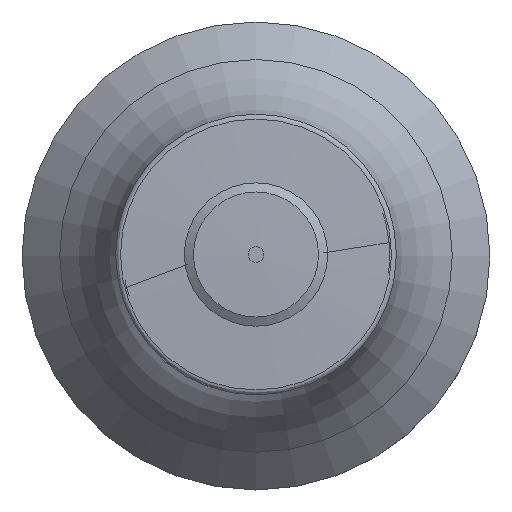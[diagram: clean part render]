
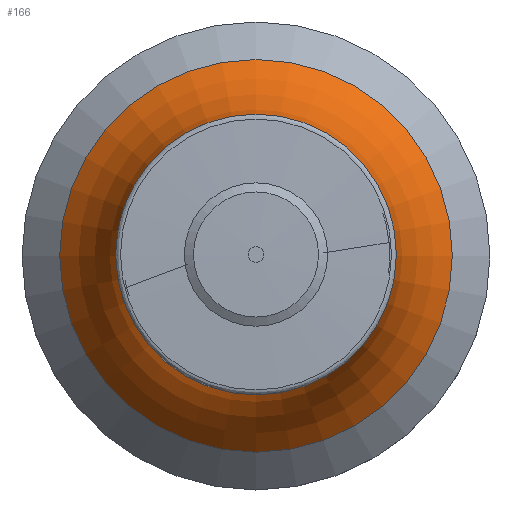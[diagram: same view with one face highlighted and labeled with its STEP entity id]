
A CAD part, top view. The second image highlights one B-rep face of the part: STEP entity #166.
In plain terms, the highlighted toroidal (fillet/blend) face has major radius 26 mm and minor radius 16 mm.
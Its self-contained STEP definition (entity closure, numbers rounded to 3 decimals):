
#33=TOROIDAL_SURFACE('',#441,26.,16.);
#133=FACE_BOUND('',#227,.T.);
#134=FACE_BOUND('',#228,.T.);
#166=ADVANCED_FACE('',(#133,#134),#33,.F.);
#227=EDGE_LOOP('',(#290));
#228=EDGE_LOOP('',(#291));
#290=ORIENTED_EDGE('',*,*,#377,.F.);
#291=ORIENTED_EDGE('',*,*,#356,.F.);
#324=VERTEX_POINT('',#663);
#340=VERTEX_POINT('',#713);
#356=EDGE_CURVE('',#324,#324,#392,.T.);
#377=EDGE_CURVE('',#340,#340,#400,.T.);
#392=CIRCLE('',#417,10.);
#400=CIRCLE('',#436,14.686);
#417=AXIS2_PLACEMENT_3D('',#662,#483,#484);
#436=AXIS2_PLACEMENT_3D('',#712,#528,#529);
#441=AXIS2_PLACEMENT_3D('',#720,#538,#539);
#483=DIRECTION('',(0.,0.,1.));
#484=DIRECTION('',(0.,-1.,0.));
#528=DIRECTION('',(0.,0.,-1.));
#529=DIRECTION('',(0.,1.,0.));
#538=DIRECTION('',(0.,0.,1.));
#539=DIRECTION('',(0.,-1.,0.));
#662=CARTESIAN_POINT('',(0.,0.,19.127));
#663=CARTESIAN_POINT('',(0.,-10.,19.127));
#712=CARTESIAN_POINT('',(0.,0.,7.814));
#713=CARTESIAN_POINT('',(0.,14.686,7.814));
#720=CARTESIAN_POINT('',(0.,0.,19.127));
